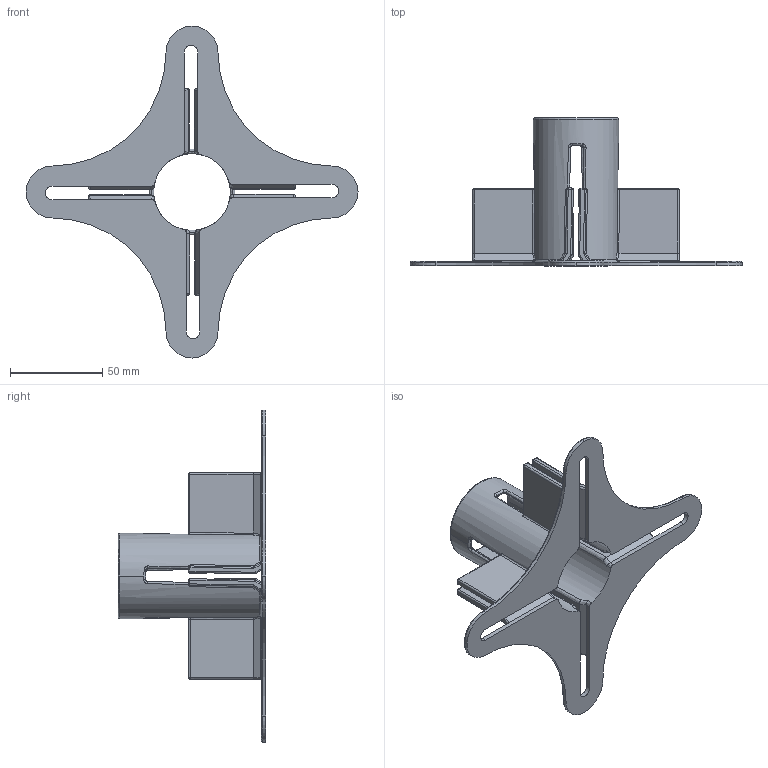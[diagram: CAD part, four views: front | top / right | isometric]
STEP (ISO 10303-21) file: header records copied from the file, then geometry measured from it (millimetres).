
FILE_DESCRIPTION (( 'STEP AP214' ), '1' );
FILE_NAME ('general_fin_jig.STEP', '2024-09-17T19:02:33', ( '' ), ( '' ), 'SwSTEP 2.0', 'SolidWorks 2024', '' );
FILE_SCHEMA (( 'AUTOMOTIVE_DESIGN' ));
Length unit declared in the file: centimetre
Products named in the file (1): general_fin_jig
Bounding box: 179.64 x 80 x 179.64 mm (x, y, z)
Volume: 83258.9 mm3; surface area: 61368.1 mm2
Topology: 1 solids, 1 shells, 315 faces, 804 edges, 468 vertices
Faces by surface type: bspline 104, cylinder 92, plane 71, torus 24, sphere 24
Entity records: 11513 total; most frequent: CARTESIAN_POINT 5152, ORIENTED_EDGE 1576, DIRECTION 1080, EDGE_CURVE 788, VERTEX_POINT 468, AXIS2_PLACEMENT_3D 428, EDGE_LOOP 318, FACE_OUTER_BOUND 315
